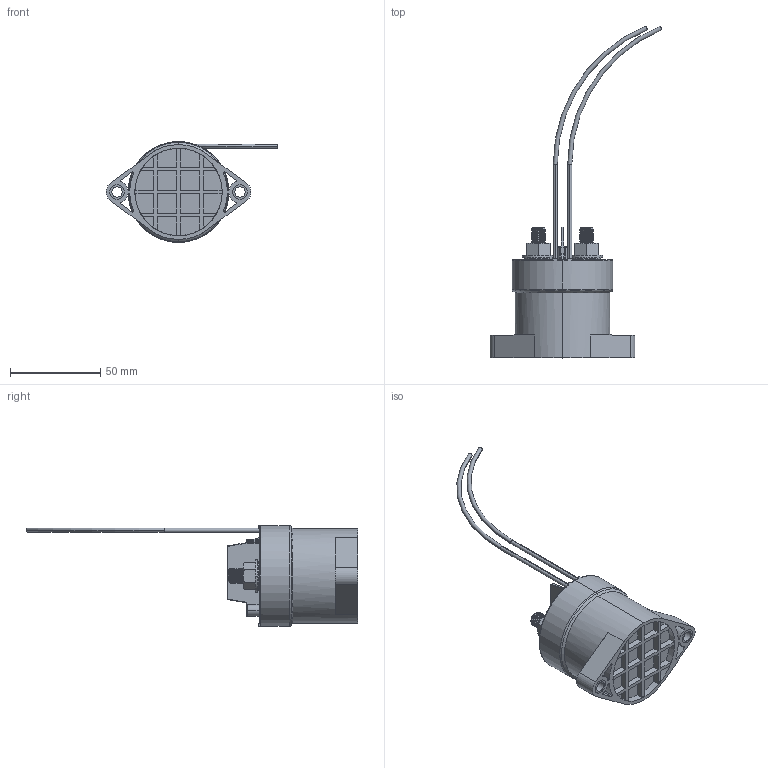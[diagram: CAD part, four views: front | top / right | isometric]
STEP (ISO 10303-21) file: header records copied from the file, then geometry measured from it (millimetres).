
FILE_DESCRIPTION (( 'STEP AP214' ), '1' );
FILE_NAME ('GV200_step_121715.STEP', '2015-12-17T22:15:46', ( 'Temp' ), ( '' ), 'SwSTEP 2.0', 'SolidWorks 2014', '' );
FILE_SCHEMA (( 'AUTOMOTIVE_DESIGN' ));
Length unit declared in the file: inch
Products named in the file (1): GV200_step_121715
Bounding box: 95.38 x 184.21 x 56.01 mm (x, y, z)
Volume: 37593.5 mm3; surface area: 42734.6 mm2
Topology: 12 solids, 12 shells, 1148 faces, 3003 edges, 1924 vertices
Faces by surface type: plane 543, cylinder 393, torus 113, cone 57, bspline 32, sphere 10
Entity records: 55563 total; most frequent: CARTESIAN_POINT 13824, ORIENTED_EDGE 5970, DIRECTION 5198, EDGE_CURVE 2985, VERTEX_POINT 1920, AXIS2_PLACEMENT_3D 1840, LINE 1518, VECTOR 1518
